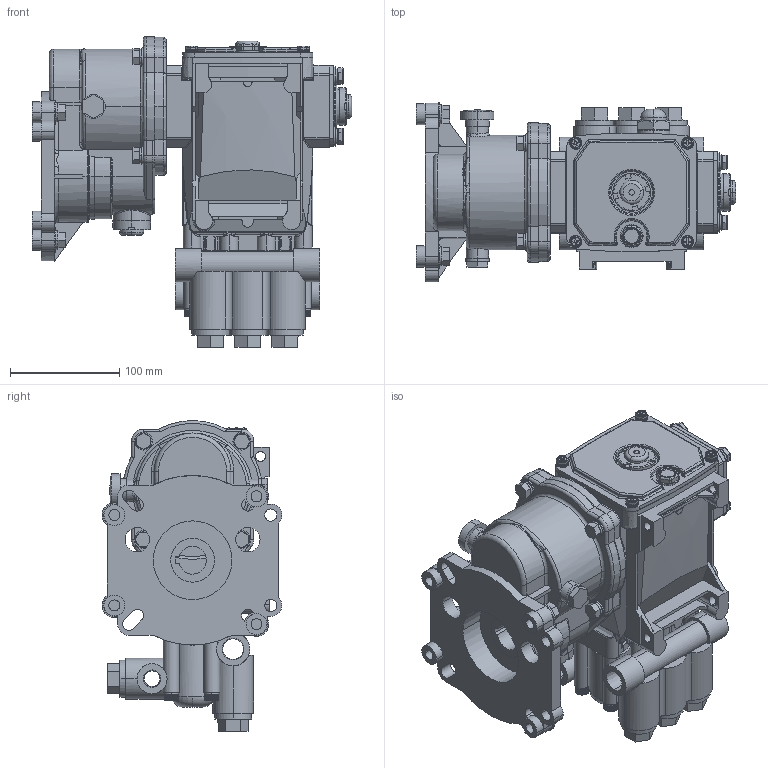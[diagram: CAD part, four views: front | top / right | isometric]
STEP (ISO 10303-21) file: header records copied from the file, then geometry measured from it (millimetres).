
FILE_DESCRIPTION (( 'STEP AP203' ), '1' );
FILE_NAME ('5CP6120CSSG1.STEP', '2019-10-15T19:35:14', ( 'IT' ), ( 'Microsoft' ), 'SwSTEP 2.0', 'SolidWorks 2019', '' );
FILE_SCHEMA (( 'CONFIG_CONTROL_DESIGN' ));
Length unit declared in the file: inch
Products named in the file (1): 5CP6120CSSG1
Bounding box: 291.67 x 164.13 x 284.01 mm (x, y, z)
Surface area: 351942 mm2 (no closed solid volume)
Topology: 0 solids, 17 shells, 1951 faces, 9535 edges, 6891 vertices
Faces by surface type: plane 881, cylinder 734, torus 168, bspline 114, cone 45, sphere 9
Entity records: 107947 total; most frequent: CARTESIAN_POINT 37563, ORIENTED_EDGE 14570, DIRECTION 13415, EDGE_CURVE 9519, VERTEX_POINT 6891, AXIS2_PLACEMENT_3D 4685, VECTOR 4045, LINE 4045
